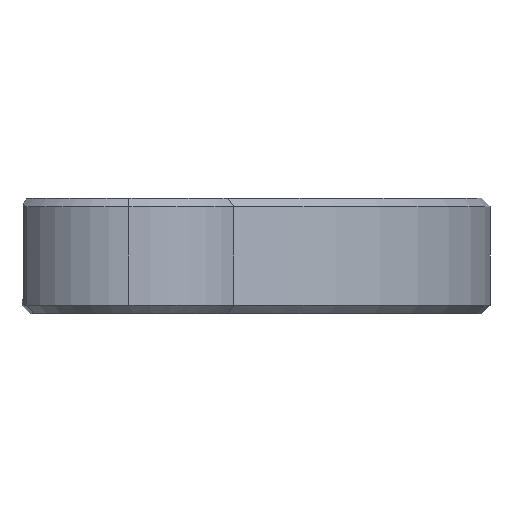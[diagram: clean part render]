
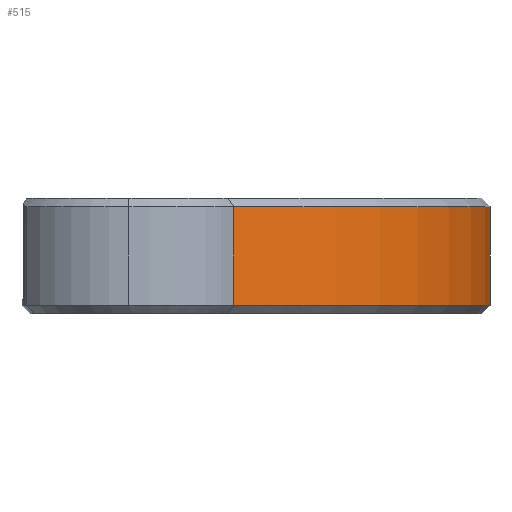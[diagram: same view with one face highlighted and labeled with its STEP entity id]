
A CAD part, left-side view. The second image highlights one B-rep face of the part: STEP entity #515.
In plain terms, the highlighted cylindrical face has radius 52.2 mm (diameter 104.4 mm), a partial arc.
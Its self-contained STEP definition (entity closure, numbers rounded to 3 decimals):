
#474=CARTESIAN_POINT('',(0.,0.,12.7));
#475=DIRECTION('',(0.,0.,-1.));
#476=DIRECTION('',(-1.,0.,0.));
#477=AXIS2_PLACEMENT_3D('',#474,#475,#476);
#478=CYLINDRICAL_SURFACE('',#477,52.2);
#479=CARTESIAN_POINT('',(-49.954,-15.147,13.5));
#480=VERTEX_POINT('',#479);
#481=CARTESIAN_POINT('',(-49.954,-15.147,-0.8));
#482=VERTEX_POINT('',#481);
#483=CARTESIAN_POINT('',(-49.954,-15.147,13.5));
#484=DIRECTION('',(0.,0.,-1.));
#485=VECTOR('',#484,14.3);
#486=LINE('',#483,#485);
#487=EDGE_CURVE('',#480,#482,#486,.T.);
#488=ORIENTED_EDGE('',*,*,#487,.T.);
#489=CARTESIAN_POINT('',(15.846,-49.737,-0.8));
#490=VERTEX_POINT('',#489);
#491=CARTESIAN_POINT('',(0.,0.,-0.8));
#492=DIRECTION('',(0.,0.,1.));
#493=DIRECTION('',(1.,0.,-0.));
#494=AXIS2_PLACEMENT_3D('',#491,#492,#493);
#495=CIRCLE('',#494,52.2);
#496=EDGE_CURVE('',#482,#490,#495,.T.);
#497=ORIENTED_EDGE('',*,*,#496,.T.);
#498=CARTESIAN_POINT('',(15.846,-49.737,13.5));
#499=VERTEX_POINT('',#498);
#500=CARTESIAN_POINT('',(15.846,-49.737,13.5));
#501=DIRECTION('',(0.,0.,-1.));
#502=VECTOR('',#501,14.3);
#503=LINE('',#500,#502);
#504=EDGE_CURVE('',#499,#490,#503,.T.);
#505=ORIENTED_EDGE('',*,*,#504,.F.);
#506=CARTESIAN_POINT('',(0.,0.,13.5));
#507=DIRECTION('',(-0.,-0.,-1.));
#508=DIRECTION('',(1.,0.,-0.));
#509=AXIS2_PLACEMENT_3D('',#506,#507,#508);
#510=CIRCLE('',#509,52.2);
#511=EDGE_CURVE('',#499,#480,#510,.T.);
#512=ORIENTED_EDGE('',*,*,#511,.T.);
#513=EDGE_LOOP('',(#488,#497,#505,#512));
#514=FACE_BOUND('',#513,.T.);
#515=ADVANCED_FACE('',(#514),#478,.T.);
